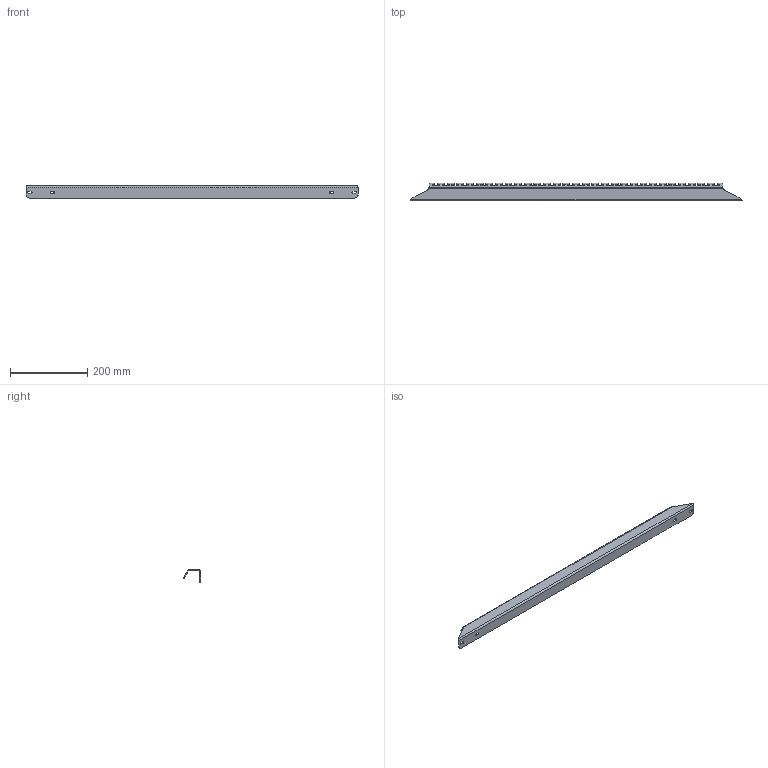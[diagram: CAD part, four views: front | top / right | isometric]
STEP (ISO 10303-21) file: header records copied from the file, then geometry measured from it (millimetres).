
FILE_DESCRIPTION (( 'STEP AP214' ), '1' );
FILE_NAME ('998.900.STEP', '2024-10-09T09:56:55', ( '' ), ( '' ), 'SwSTEP 2.0', 'SolidWorks 2021', '' );
FILE_SCHEMA (( 'AUTOMOTIVE_DESIGN' ));
Length unit declared in the file: millimetre
Products named in the file (1): 998.900
Bounding box: 860.59 x 45.35 x 32 mm (x, y, z)
Volume: 128029.2 mm3; surface area: 134502 mm2
Topology: 1 solids, 1 shells, 520 faces, 1554 edges, 1036 vertices
Faces by surface type: plane 260, cylinder 260
Entity records: 17768 total; most frequent: CARTESIAN_POINT 3233, ORIENTED_EDGE 3108, DIRECTION 3094, EDGE_CURVE 1554, VERTEX_POINT 1036, AXIS2_PLACEMENT_3D 1033, VECTOR 1028, LINE 1028
